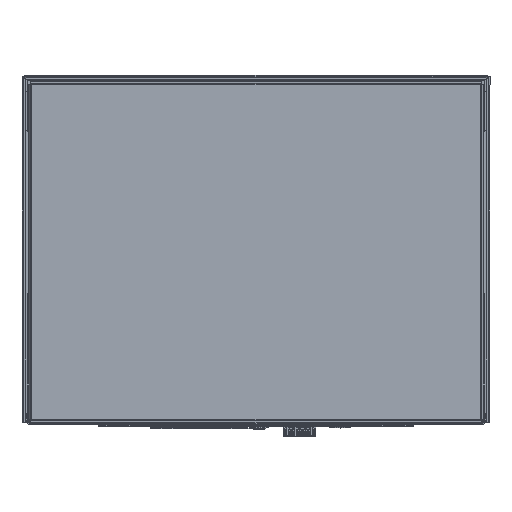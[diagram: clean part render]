
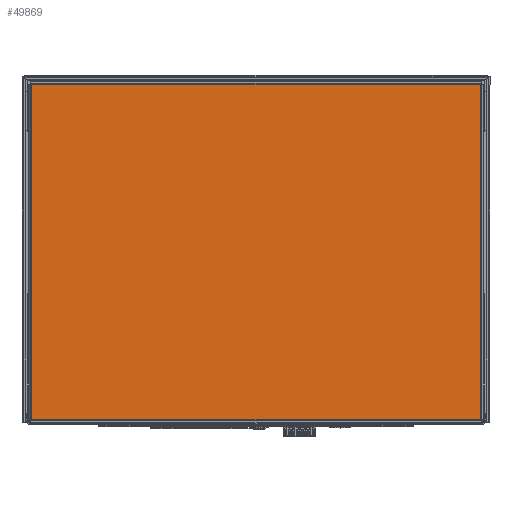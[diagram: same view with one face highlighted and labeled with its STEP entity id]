
A CAD part, front view. The second image highlights one B-rep face of the part: STEP entity #49869.
In plain terms, the highlighted planar face has unit normal (0, -1, 0).
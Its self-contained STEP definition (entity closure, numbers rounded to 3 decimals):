
#2485 = VERTEX_POINT ( 'NONE', #99474 ) ;
#6270 = ORIENTED_EDGE ( 'NONE', *, *, #22377, .T. ) ;
#8353 = VECTOR ( 'NONE', #70986, 39.37 ) ;
#17148 = CARTESIAN_POINT ( 'NONE',  ( 7.725, -52.181, 11.726 ) ) ;
#22377 = EDGE_CURVE ( 'NONE', #39409, #2485, #68909, .T. ) ;
#23551 = VECTOR ( 'NONE', #83600, 39.37 ) ;
#28525 = CARTESIAN_POINT ( 'NONE',  ( 7.756, -52.181, 0.176 ) ) ;
#28654 = LINE ( 'NONE', #82748, #78277 ) ;
#35553 = DIRECTION ( 'NONE',  ( 0., 0., 1. ) ) ;
#38659 = CARTESIAN_POINT ( 'NONE',  ( 7.756, -52.181, 11.726 ) ) ;
#39409 = VERTEX_POINT ( 'NONE', #17148 ) ;
#39966 = EDGE_CURVE ( 'NONE', #80662, #42325, #61367, .T. ) ;
#42325 = VERTEX_POINT ( 'NONE', #89875 ) ;
#44533 = EDGE_CURVE ( 'NONE', #80662, #39409, #28654, .T. ) ;
#49869 = ADVANCED_FACE ( 'NONE', ( #86418 ), #97500, .F. ) ;
#51483 = CARTESIAN_POINT ( 'NONE',  ( 7.725, -52.181, 0.176 ) ) ;
#52815 = EDGE_CURVE ( 'NONE', #2485, #42325, #91549, .T. ) ;
#55131 = ORIENTED_EDGE ( 'NONE', *, *, #44533, .T. ) ;
#61367 = LINE ( 'NONE', #28525, #100437 ) ;
#68740 = CARTESIAN_POINT ( 'NONE',  ( -7.725, -52.181, 11.726 ) ) ;
#68909 = LINE ( 'NONE', #38659, #8353 ) ;
#70986 = DIRECTION ( 'NONE',  ( -1., 0., 0. ) ) ;
#72590 = CARTESIAN_POINT ( 'NONE',  ( 7.756, -52.181, 11.817 ) ) ;
#73115 = DIRECTION ( 'NONE',  ( 1., 0., 0. ) ) ;
#78277 = VECTOR ( 'NONE', #35553, 39.37 ) ;
#80662 = VERTEX_POINT ( 'NONE', #51483 ) ;
#82643 = DIRECTION ( 'NONE',  ( 0., 1., 0. ) ) ;
#82748 = CARTESIAN_POINT ( 'NONE',  ( 7.725, -52.181, 0.176 ) ) ;
#83600 = DIRECTION ( 'NONE',  ( 0., 0., -1. ) ) ;
#86418 = FACE_OUTER_BOUND ( 'NONE', #101544, .T. ) ;
#87473 = ORIENTED_EDGE ( 'NONE', *, *, #52815, .T. ) ;
#89875 = CARTESIAN_POINT ( 'NONE',  ( -7.725, -52.181, 0.176 ) ) ;
#91549 = LINE ( 'NONE', #68740, #23551 ) ;
#93179 = DIRECTION ( 'NONE',  ( -1., 0., 0. ) ) ;
#95814 = ORIENTED_EDGE ( 'NONE', *, *, #39966, .F. ) ;
#96124 = AXIS2_PLACEMENT_3D ( 'NONE', #72590, #82643, #73115 ) ;
#97500 = PLANE ( 'NONE',  #96124 ) ;
#99474 = CARTESIAN_POINT ( 'NONE',  ( -7.725, -52.181, 11.726 ) ) ;
#100437 = VECTOR ( 'NONE', #93179, 39.37 ) ;
#101544 = EDGE_LOOP ( 'NONE', ( #87473, #95814, #55131, #6270 ) ) ;
